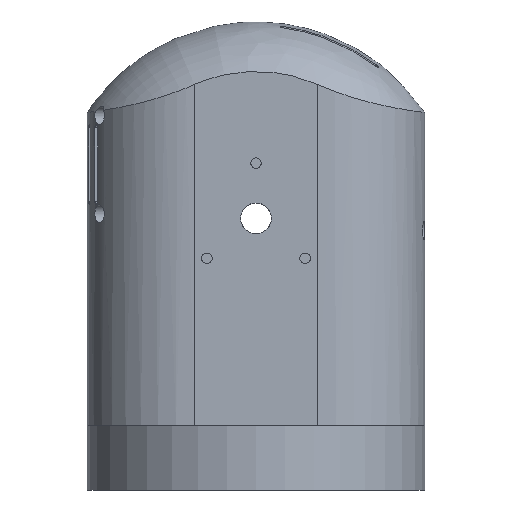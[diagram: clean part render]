
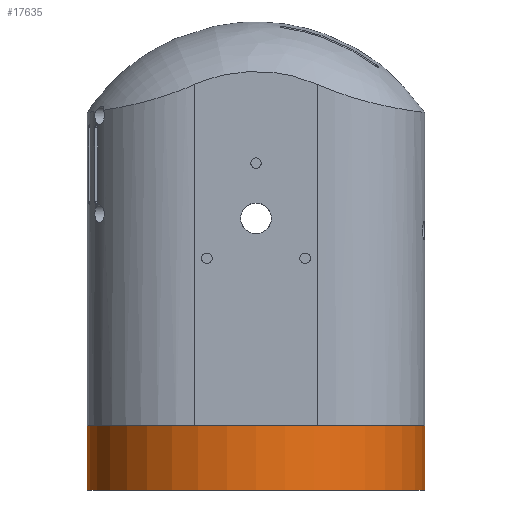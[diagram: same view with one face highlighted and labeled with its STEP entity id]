
A CAD part, front view. The second image highlights one B-rep face of the part: STEP entity #17635.
In plain terms, the highlighted cylindrical face has radius 55 mm (diameter 110 mm), a full revolution.
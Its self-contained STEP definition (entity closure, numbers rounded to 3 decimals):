
#1407 = PLANE('',#1408);
#1408 = AXIS2_PLACEMENT_3D('',#1409,#1410,#1411);
#1409 = CARTESIAN_POINT('',(0.,0.,21.));
#1410 = DIRECTION('',(0.,0.,1.));
#1411 = DIRECTION('',(1.,0.,0.));
#2595 = EDGE_CURVE('',#2596,#2598,#2600,.T.);
#2596 = VERTEX_POINT('',#2597);
#2597 = CARTESIAN_POINT('',(55.,0.,21.));
#2598 = VERTEX_POINT('',#2599);
#2599 = CARTESIAN_POINT('',(-55.,0.,21.));
#2600 = SURFACE_CURVE('',#2601,(#2606,#2613),.PCURVE_S1.);
#2601 = CIRCLE('',#2602,55.);
#2602 = AXIS2_PLACEMENT_3D('',#2603,#2604,#2605);
#2603 = CARTESIAN_POINT('',(0.,0.,21.));
#2604 = DIRECTION('',(0.,0.,1.));
#2605 = DIRECTION('',(1.,0.,0.));
#2606 = PCURVE('',#1407,#2607);
#2607 = DEFINITIONAL_REPRESENTATION('',(#2608),#2612);
#2608 = CIRCLE('',#2609,55.);
#2609 = AXIS2_PLACEMENT_2D('',#2610,#2611);
#2610 = CARTESIAN_POINT('',(0.,0.));
#2611 = DIRECTION('',(1.,0.));
#2612 = ( GEOMETRIC_REPRESENTATION_CONTEXT(2) 
PARAMETRIC_REPRESENTATION_CONTEXT() REPRESENTATION_CONTEXT('2D SPACE',''
  ) );
#2613 = PCURVE('',#2614,#2619);
#2614 = CYLINDRICAL_SURFACE('',#2615,55.);
#2615 = AXIS2_PLACEMENT_3D('',#2616,#2617,#2618);
#2616 = CARTESIAN_POINT('',(0.,0.,0.));
#2617 = DIRECTION('',(0.,0.,1.));
#2618 = DIRECTION('',(1.,0.,0.));
#2619 = DEFINITIONAL_REPRESENTATION('',(#2620),#2624);
#2620 = LINE('',#2621,#2622);
#2621 = CARTESIAN_POINT('',(0.,21.));
#2622 = VECTOR('',#2623,1.);
#2623 = DIRECTION('',(1.,0.));
#2624 = ( GEOMETRIC_REPRESENTATION_CONTEXT(2) 
PARAMETRIC_REPRESENTATION_CONTEXT() REPRESENTATION_CONTEXT('2D SPACE',''
  ) );
#2626 = EDGE_CURVE('',#2598,#2596,#2627,.T.);
#2627 = SURFACE_CURVE('',#2628,(#2633,#2640),.PCURVE_S1.);
#2628 = CIRCLE('',#2629,55.);
#2629 = AXIS2_PLACEMENT_3D('',#2630,#2631,#2632);
#2630 = CARTESIAN_POINT('',(0.,0.,21.));
#2631 = DIRECTION('',(0.,0.,1.));
#2632 = DIRECTION('',(1.,0.,0.));
#2633 = PCURVE('',#1407,#2634);
#2634 = DEFINITIONAL_REPRESENTATION('',(#2635),#2639);
#2635 = CIRCLE('',#2636,55.);
#2636 = AXIS2_PLACEMENT_2D('',#2637,#2638);
#2637 = CARTESIAN_POINT('',(0.,0.));
#2638 = DIRECTION('',(1.,0.));
#2639 = ( GEOMETRIC_REPRESENTATION_CONTEXT(2) 
PARAMETRIC_REPRESENTATION_CONTEXT() REPRESENTATION_CONTEXT('2D SPACE',''
  ) );
#2640 = PCURVE('',#2614,#2641);
#2641 = DEFINITIONAL_REPRESENTATION('',(#2642),#2646);
#2642 = LINE('',#2643,#2644);
#2643 = CARTESIAN_POINT('',(0.,21.));
#2644 = VECTOR('',#2645,1.);
#2645 = DIRECTION('',(1.,0.));
#2646 = ( GEOMETRIC_REPRESENTATION_CONTEXT(2) 
PARAMETRIC_REPRESENTATION_CONTEXT() REPRESENTATION_CONTEXT('2D SPACE',''
  ) );
#17635 = ADVANCED_FACE('',(#17636),#2614,.T.);
#17636 = FACE_BOUND('',#17637,.T.);
#17637 = EDGE_LOOP('',(#17638,#17661,#17662,#17663,#17664));
#17638 = ORIENTED_EDGE('',*,*,#17639,.T.);
#17639 = EDGE_CURVE('',#17640,#2596,#17642,.T.);
#17640 = VERTEX_POINT('',#17641);
#17641 = CARTESIAN_POINT('',(55.,0.,0.));
#17642 = SEAM_CURVE('',#17643,(#17647,#17654),.PCURVE_S1.);
#17643 = LINE('',#17644,#17645);
#17644 = CARTESIAN_POINT('',(55.,0.,0.));
#17645 = VECTOR('',#17646,1.);
#17646 = DIRECTION('',(0.,0.,1.));
#17647 = PCURVE('',#2614,#17648);
#17648 = DEFINITIONAL_REPRESENTATION('',(#17649),#17653);
#17649 = LINE('',#17650,#17651);
#17650 = CARTESIAN_POINT('',(6.283,0.));
#17651 = VECTOR('',#17652,1.);
#17652 = DIRECTION('',(0.,1.));
#17653 = ( GEOMETRIC_REPRESENTATION_CONTEXT(2) 
PARAMETRIC_REPRESENTATION_CONTEXT() REPRESENTATION_CONTEXT('2D SPACE',''
  ) );
#17654 = PCURVE('',#2614,#17655);
#17655 = DEFINITIONAL_REPRESENTATION('',(#17656),#17660);
#17656 = LINE('',#17657,#17658);
#17657 = CARTESIAN_POINT('',(0.,0.));
#17658 = VECTOR('',#17659,1.);
#17659 = DIRECTION('',(0.,1.));
#17660 = ( GEOMETRIC_REPRESENTATION_CONTEXT(2) 
PARAMETRIC_REPRESENTATION_CONTEXT() REPRESENTATION_CONTEXT('2D SPACE',''
  ) );
#17661 = ORIENTED_EDGE('',*,*,#2626,.F.);
#17662 = ORIENTED_EDGE('',*,*,#2595,.F.);
#17663 = ORIENTED_EDGE('',*,*,#17639,.F.);
#17664 = ORIENTED_EDGE('',*,*,#17665,.T.);
#17665 = EDGE_CURVE('',#17640,#17640,#17666,.T.);
#17666 = SURFACE_CURVE('',#17667,(#17672,#17679),.PCURVE_S1.);
#17667 = CIRCLE('',#17668,55.);
#17668 = AXIS2_PLACEMENT_3D('',#17669,#17670,#17671);
#17669 = CARTESIAN_POINT('',(0.,0.,0.));
#17670 = DIRECTION('',(0.,0.,1.));
#17671 = DIRECTION('',(1.,0.,0.));
#17672 = PCURVE('',#2614,#17673);
#17673 = DEFINITIONAL_REPRESENTATION('',(#17674),#17678);
#17674 = LINE('',#17675,#17676);
#17675 = CARTESIAN_POINT('',(0.,0.));
#17676 = VECTOR('',#17677,1.);
#17677 = DIRECTION('',(1.,0.));
#17678 = ( GEOMETRIC_REPRESENTATION_CONTEXT(2) 
PARAMETRIC_REPRESENTATION_CONTEXT() REPRESENTATION_CONTEXT('2D SPACE',''
  ) );
#17679 = PCURVE('',#17680,#17685);
#17680 = PLANE('',#17681);
#17681 = AXIS2_PLACEMENT_3D('',#17682,#17683,#17684);
#17682 = CARTESIAN_POINT('',(0.,0.,0.));
#17683 = DIRECTION('',(0.,0.,1.));
#17684 = DIRECTION('',(1.,0.,0.));
#17685 = DEFINITIONAL_REPRESENTATION('',(#17686),#17690);
#17686 = CIRCLE('',#17687,55.);
#17687 = AXIS2_PLACEMENT_2D('',#17688,#17689);
#17688 = CARTESIAN_POINT('',(0.,0.));
#17689 = DIRECTION('',(1.,0.));
#17690 = ( GEOMETRIC_REPRESENTATION_CONTEXT(2) 
PARAMETRIC_REPRESENTATION_CONTEXT() REPRESENTATION_CONTEXT('2D SPACE',''
  ) );
